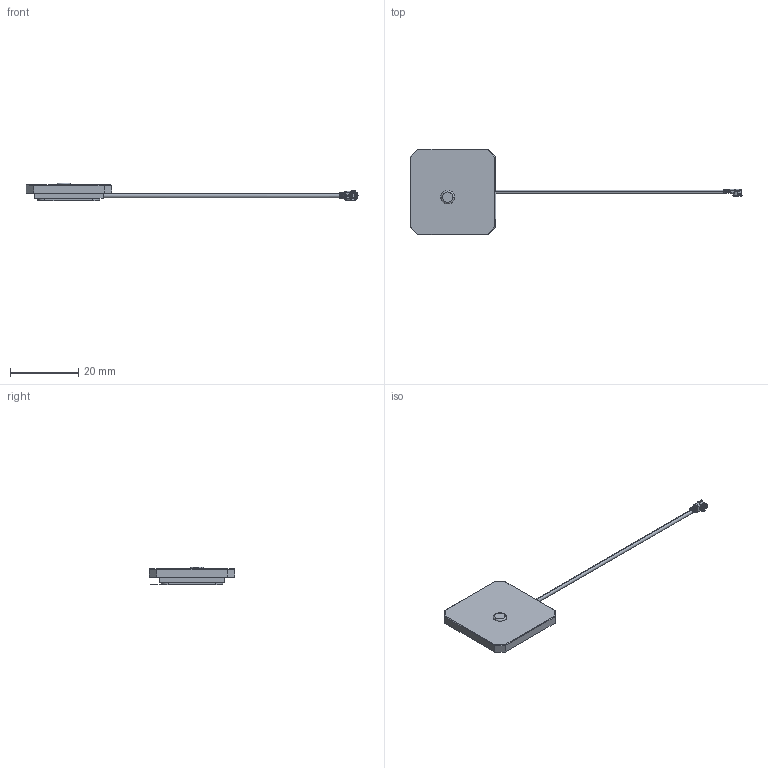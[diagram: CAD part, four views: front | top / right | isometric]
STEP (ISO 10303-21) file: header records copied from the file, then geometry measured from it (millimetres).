
FILE_DESCRIPTION((''),'2;1');
FILE_NAME('1004627_ME_FIT_ASM','2019-10-08T',('jarvayo'),(''),'CREO PARAMETRIC BY PTC INC, 2016130','CREO PARAMETRIC BY PTC INC, 2016130','');
FILE_SCHEMA(('CONFIG_CONTROL_DESIGN'));
Length unit declared in the file: millimetre
Products named in the file (3): 1004627_ME_FIT; 1004627_COAX_ME_FIT; 1004627_ME_FIT_ASM
Assembly tree (2 placements, depth 2):
  1004627_ME_FIT_ASM
    1004627_ME_FIT
    1004627_COAX_ME_FIT
Bounding box: 97 x 25 x 5.23 mm (x, y, z)
Volume: 2432.4 mm3; surface area: 1971.5 mm2
Topology: 2 solids, 2 shells, 456 faces, 1447 edges, 1009 vertices
Faces by surface type: plane 265, cylinder 109, extrusion 27, cone 22, bspline 18, torus 13, sphere 2
Entity records: 17313 total; most frequent: CARTESIAN_POINT 4947, ORIENTED_EDGE 2472, DIRECTION 2334, EDGE_CURVE 1236, VECTOR 1044, LINE 1017, VERTEX_POINT 799, AXIS2_PLACEMENT_3D 645
